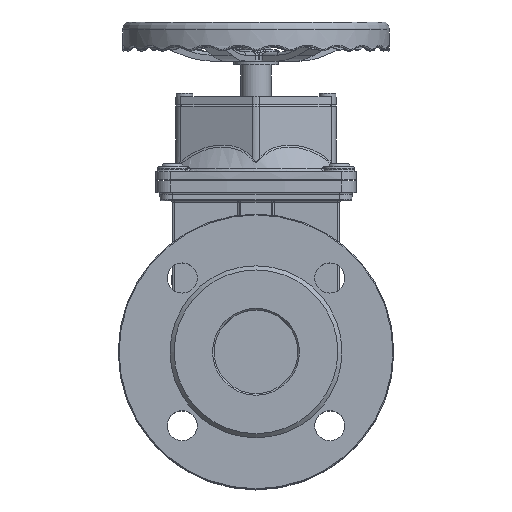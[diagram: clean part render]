
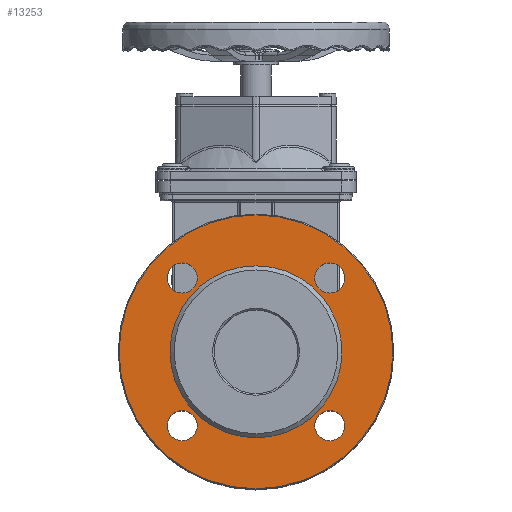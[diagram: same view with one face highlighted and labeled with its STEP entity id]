
A CAD part, top view. The second image highlights one B-rep face of the part: STEP entity #13253.
In plain terms, the highlighted planar face has unit normal (0, 0, 1).
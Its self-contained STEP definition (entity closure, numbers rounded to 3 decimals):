
#1108=FACE_BOUND('',#3855,.T.);
#1109=FACE_BOUND('',#3856,.T.);
#1110=FACE_BOUND('',#3857,.T.);
#1111=FACE_BOUND('',#3858,.T.);
#1112=FACE_BOUND('',#3859,.T.);
#1235=PLANE('',#14440);
#3016=FACE_OUTER_BOUND('',#3854,.T.);
#3854=EDGE_LOOP('',(#9754));
#3855=EDGE_LOOP('',(#9755));
#3856=EDGE_LOOP('',(#9756));
#3857=EDGE_LOOP('',(#9757));
#3858=EDGE_LOOP('',(#9758));
#3859=EDGE_LOOP('',(#9759));
#4639=CIRCLE('',#14435,82.);
#4643=CIRCLE('',#14441,51.5);
#4644=CIRCLE('',#14442,9.);
#4645=CIRCLE('',#14443,9.);
#4646=CIRCLE('',#14444,9.);
#4647=CIRCLE('',#14445,9.);
#5504=VERTEX_POINT('',#24507);
#5507=VERTEX_POINT('',#24518);
#5508=VERTEX_POINT('',#24520);
#5509=VERTEX_POINT('',#24522);
#5510=VERTEX_POINT('',#24524);
#5511=VERTEX_POINT('',#24526);
#7002=EDGE_CURVE('',#5504,#5504,#4639,.T.);
#7007=EDGE_CURVE('',#5507,#5507,#4643,.T.);
#7008=EDGE_CURVE('',#5508,#5508,#4644,.T.);
#7009=EDGE_CURVE('',#5509,#5509,#4645,.T.);
#7010=EDGE_CURVE('',#5510,#5510,#4646,.T.);
#7011=EDGE_CURVE('',#5511,#5511,#4647,.T.);
#9754=ORIENTED_EDGE('',*,*,#7002,.F.);
#9755=ORIENTED_EDGE('',*,*,#7007,.F.);
#9756=ORIENTED_EDGE('',*,*,#7008,.F.);
#9757=ORIENTED_EDGE('',*,*,#7009,.F.);
#9758=ORIENTED_EDGE('',*,*,#7010,.F.);
#9759=ORIENTED_EDGE('',*,*,#7011,.F.);
#13253=ADVANCED_FACE('',(#3016,#1108,#1109,#1110,#1111,#1112),#1235,.F.);
#14435=AXIS2_PLACEMENT_3D('',#24509,#16669,#16670);
#14440=AXIS2_PLACEMENT_3D('',#24517,#16680,#16681);
#14441=AXIS2_PLACEMENT_3D('',#24519,#16682,#16683);
#14442=AXIS2_PLACEMENT_3D('',#24521,#16684,#16685);
#14443=AXIS2_PLACEMENT_3D('',#24523,#16686,#16687);
#14444=AXIS2_PLACEMENT_3D('',#24525,#16688,#16689);
#14445=AXIS2_PLACEMENT_3D('',#24527,#16690,#16691);
#16669=DIRECTION('center_axis',(0.,0.,-1.));
#16670=DIRECTION('ref_axis',(1.,0.,0.));
#16680=DIRECTION('center_axis',(0.,0.,-1.));
#16681=DIRECTION('ref_axis',(-1.,0.,0.));
#16682=DIRECTION('center_axis',(0.,0.,1.));
#16683=DIRECTION('ref_axis',(-1.,0.,0.));
#16684=DIRECTION('center_axis',(0.,0.,1.));
#16685=DIRECTION('ref_axis',(1.,0.,0.));
#16686=DIRECTION('center_axis',(0.,0.,1.));
#16687=DIRECTION('ref_axis',(1.,0.,0.));
#16688=DIRECTION('center_axis',(0.,0.,1.));
#16689=DIRECTION('ref_axis',(1.,0.,0.));
#16690=DIRECTION('center_axis',(0.,0.,1.));
#16691=DIRECTION('ref_axis',(1.,0.,0.));
#24507=CARTESIAN_POINT('',(-82.,0.,-0.5));
#24509=CARTESIAN_POINT('Origin',(0.,0.,-0.5));
#24517=CARTESIAN_POINT('Origin',(0.,0.,-0.5));
#24518=CARTESIAN_POINT('',(51.5,0.,-0.5));
#24519=CARTESIAN_POINT('Origin',(0.,0.,-0.5));
#24520=CARTESIAN_POINT('',(-53.194,-44.194,-0.5));
#24521=CARTESIAN_POINT('Origin',(-44.194,-44.194,-0.5));
#24522=CARTESIAN_POINT('',(35.194,-44.194,-0.5));
#24523=CARTESIAN_POINT('Origin',(44.194,-44.194,-0.5));
#24524=CARTESIAN_POINT('',(35.194,44.194,-0.5));
#24525=CARTESIAN_POINT('Origin',(44.194,44.194,-0.5));
#24526=CARTESIAN_POINT('',(-53.194,44.194,-0.5));
#24527=CARTESIAN_POINT('Origin',(-44.194,44.194,-0.5));
